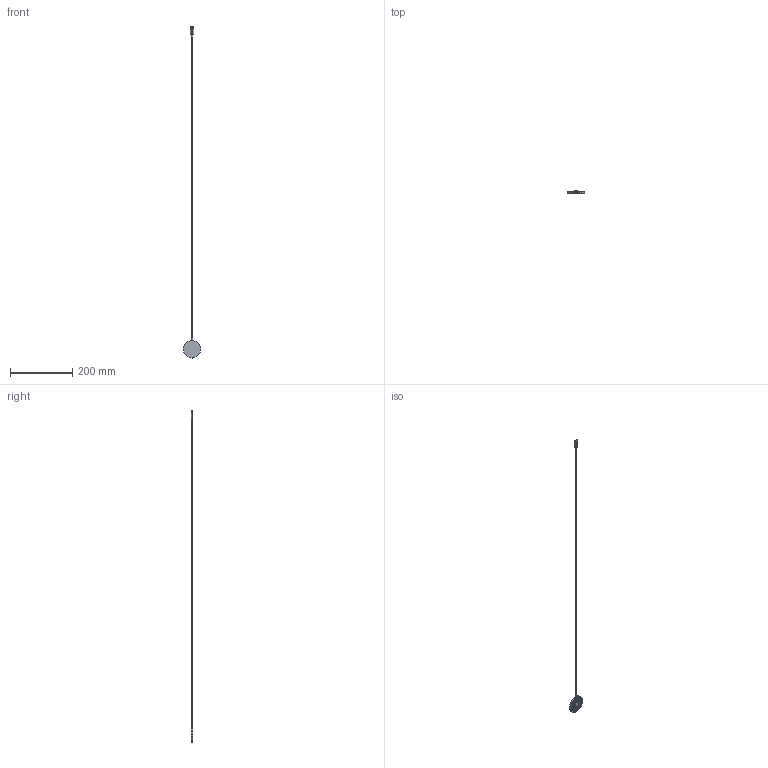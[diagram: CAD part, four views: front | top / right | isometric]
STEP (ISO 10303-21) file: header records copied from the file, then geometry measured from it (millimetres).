
FILE_DESCRIPTION (( 'STEP AP214' ), '1' );
FILE_NAME ('Apple MagSafe Charger, ?MHXH3AM-A.STEP', '2022-06-27T06:26:05', ( '' ), ( '' ), 'SwSTEP 2.0', 'SolidWorks 2018', '' );
FILE_SCHEMA (( 'AUTOMOTIVE_DESIGN' ));
Length unit declared in the file: millimetre
Products named in the file (14): Wire Subassy, Apple MagSafe Charger, ?MHXH3AM-A; Wire Strain Relief, Apple MagSafe Charger, ?MHXH3AM-A; Base Subassy, Apple MagSafe Charger, ?MHXH3AM-A; Base, Apple MagSafe Charger, ?MHXH3AM-A; Separating Gasket, Apple MagSafe Charger, ?MHXH3AM-A; Resting Base, Apple MagSafe Charger, ?MHXH3AM-A; Alignment Magnets, Apple MagSafe Charger, ?MHXH3AM-A; Body, USB-C Subassy, Wire Subassy, Apple MagSafe Charger, ?MHXH3AM-A.SLDASM; Connecting Tip, USB-C Subassy, Wire Subassy, Apple MagSafe Charger, ?MHXH3AM-A.SLDASM; Body Cover, USB-C Subassy, Wire Subassy, Apple MagSafe Charger, ?MHXH3AM-A.SLDASM; USB-C Subassy, Wire Subassy, Apple MagSafe Charger, ?MHXH3AM-A; Induction Coil, Apple MagSafe Charger, ?MHXH3AM-A; Apple MagSafe Charger, ?MHXH3AM-A; Wire, Apple MagSafe Charger, ?MHXH3AM-A
Assembly tree (29 placements, depth 4):
  Apple MagSafe Charger, ?MHXH3AM-A
    Base Subassy, Apple MagSafe Charger, ?MHXH3AM-A
      Base, Apple MagSafe Charger, ?MHXH3AM-A
      Alignment Magnets, Apple MagSafe Charger, ?MHXH3AM-A  x16
      Separating Gasket, Apple MagSafe Charger, ?MHXH3AM-A
      Induction Coil, Apple MagSafe Charger, ?MHXH3AM-A
      Resting Base, Apple MagSafe Charger, ?MHXH3AM-A
    Wire Subassy, Apple MagSafe Charger, ?MHXH3AM-A
      Wire, Apple MagSafe Charger, ?MHXH3AM-A
      Wire Strain Relief, Apple MagSafe Charger, ?MHXH3AM-A  x2
      USB-C Subassy, Wire Subassy, Apple MagSafe Charger, ?MHXH3AM-A
        Body, USB-C Subassy, Wire Subassy, Apple MagSafe Charger, ?MHXH3AM-A.SLDASM
        Body Cover, USB-C Subassy, Wire Subassy, Apple MagSafe Charger, ?MHXH3AM-A.SLDASM
        Connecting Tip, USB-C Subassy, Wire Subassy, Apple MagSafe Charger, ?MHXH3AM-A.SLDASM
Bounding box: 56 x 6.4 x 1068 mm (x, y, z)
Volume: 13209.1 mm3; surface area: 37774.6 mm2
Topology: 26 solids, 26 shells, 618 faces, 1370 edges, 675 vertices
Faces by surface type: cylinder 255, sphere 132, plane 106, torus 101, bspline 22, cone 2
Entity records: 18515 total; most frequent: CARTESIAN_POINT 13658, DIRECTION 1027, ORIENTED_EDGE 832, AXIS2_PLACEMENT_3D 452, EDGE_CURVE 416, CIRCLE 247, VERTEX_POINT 247, EDGE_LOOP 211
